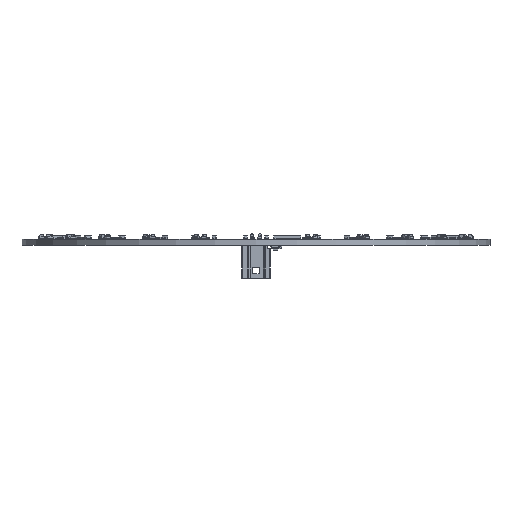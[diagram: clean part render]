
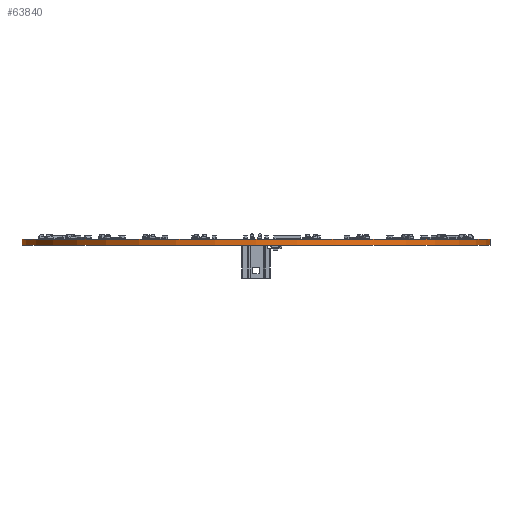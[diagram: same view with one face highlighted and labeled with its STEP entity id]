
A CAD part, front view. The second image highlights one B-rep face of the part: STEP entity #63840.
In plain terms, the highlighted cylindrical face has radius 60 mm (diameter 120 mm), a full revolution.
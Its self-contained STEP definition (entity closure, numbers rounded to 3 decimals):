
#63840 = ADVANCED_FACE('',(#63841),#63855,.T.);
#63841 = FACE_BOUND('',#63842,.F.);
#63842 = EDGE_LOOP('',(#63843,#63873,#63900,#63901));
#63843 = ORIENTED_EDGE('',*,*,#63844,.T.);
#63844 = EDGE_CURVE('',#63845,#63847,#63849,.T.);
#63845 = VERTEX_POINT('',#63846);
#63846 = CARTESIAN_POINT('',(265.128,-134.832,0.));
#63847 = VERTEX_POINT('',#63848);
#63848 = CARTESIAN_POINT('',(265.128,-134.832,1.6));
#63849 = SEAM_CURVE('',#63850,(#63854,#63866),.PCURVE_S1.);
#63850 = LINE('',#63851,#63852);
#63851 = CARTESIAN_POINT('',(265.128,-134.832,0.));
#63852 = VECTOR('',#63853,1.);
#63853 = DIRECTION('',(0.,0.,1.));
#63854 = PCURVE('',#63855,#63860);
#63855 = CYLINDRICAL_SURFACE('',#63856,60.);
#63856 = AXIS2_PLACEMENT_3D('',#63857,#63858,#63859);
#63857 = CARTESIAN_POINT('',(205.128,-134.832,0.));
#63858 = DIRECTION('',(-0.,-0.,-1.));
#63859 = DIRECTION('',(1.,0.,-0.));
#63860 = DEFINITIONAL_REPRESENTATION('',(#63861),#63865);
#63861 = LINE('',#63862,#63863);
#63862 = CARTESIAN_POINT('',(-0.,0.));
#63863 = VECTOR('',#63864,1.);
#63864 = DIRECTION('',(-0.,-1.));
#63865 = ( GEOMETRIC_REPRESENTATION_CONTEXT(2) 
PARAMETRIC_REPRESENTATION_CONTEXT() REPRESENTATION_CONTEXT('2D SPACE',''
  ) );
#63866 = PCURVE('',#63855,#63867);
#63867 = DEFINITIONAL_REPRESENTATION('',(#63868),#63872);
#63868 = LINE('',#63869,#63870);
#63869 = CARTESIAN_POINT('',(-6.283,0.));
#63870 = VECTOR('',#63871,1.);
#63871 = DIRECTION('',(-0.,-1.));
#63872 = ( GEOMETRIC_REPRESENTATION_CONTEXT(2) 
PARAMETRIC_REPRESENTATION_CONTEXT() REPRESENTATION_CONTEXT('2D SPACE',''
  ) );
#63873 = ORIENTED_EDGE('',*,*,#63874,.T.);
#63874 = EDGE_CURVE('',#63847,#63847,#63875,.T.);
#63875 = SURFACE_CURVE('',#63876,(#63881,#63888),.PCURVE_S1.);
#63876 = CIRCLE('',#63877,60.);
#63877 = AXIS2_PLACEMENT_3D('',#63878,#63879,#63880);
#63878 = CARTESIAN_POINT('',(205.128,-134.832,1.6));
#63879 = DIRECTION('',(0.,0.,1.));
#63880 = DIRECTION('',(1.,0.,-0.));
#63881 = PCURVE('',#63855,#63882);
#63882 = DEFINITIONAL_REPRESENTATION('',(#63883),#63887);
#63883 = LINE('',#63884,#63885);
#63884 = CARTESIAN_POINT('',(-0.,-1.6));
#63885 = VECTOR('',#63886,1.);
#63886 = DIRECTION('',(-1.,0.));
#63887 = ( GEOMETRIC_REPRESENTATION_CONTEXT(2) 
PARAMETRIC_REPRESENTATION_CONTEXT() REPRESENTATION_CONTEXT('2D SPACE',''
  ) );
#63888 = PCURVE('',#63889,#63894);
#63889 = PLANE('',#63890);
#63890 = AXIS2_PLACEMENT_3D('',#63891,#63892,#63893);
#63891 = CARTESIAN_POINT('',(205.128,-134.832,1.6));
#63892 = DIRECTION('',(0.,0.,1.));
#63893 = DIRECTION('',(1.,0.,-0.));
#63894 = DEFINITIONAL_REPRESENTATION('',(#63895),#63899);
#63895 = CIRCLE('',#63896,60.);
#63896 = AXIS2_PLACEMENT_2D('',#63897,#63898);
#63897 = CARTESIAN_POINT('',(0.,0.));
#63898 = DIRECTION('',(1.,0.));
#63899 = ( GEOMETRIC_REPRESENTATION_CONTEXT(2) 
PARAMETRIC_REPRESENTATION_CONTEXT() REPRESENTATION_CONTEXT('2D SPACE',''
  ) );
#63900 = ORIENTED_EDGE('',*,*,#63844,.F.);
#63901 = ORIENTED_EDGE('',*,*,#63902,.F.);
#63902 = EDGE_CURVE('',#63845,#63845,#63903,.T.);
#63903 = SURFACE_CURVE('',#63904,(#63909,#63916),.PCURVE_S1.);
#63904 = CIRCLE('',#63905,60.);
#63905 = AXIS2_PLACEMENT_3D('',#63906,#63907,#63908);
#63906 = CARTESIAN_POINT('',(205.128,-134.832,0.));
#63907 = DIRECTION('',(0.,0.,1.));
#63908 = DIRECTION('',(1.,0.,-0.));
#63909 = PCURVE('',#63855,#63910);
#63910 = DEFINITIONAL_REPRESENTATION('',(#63911),#63915);
#63911 = LINE('',#63912,#63913);
#63912 = CARTESIAN_POINT('',(-0.,0.));
#63913 = VECTOR('',#63914,1.);
#63914 = DIRECTION('',(-1.,0.));
#63915 = ( GEOMETRIC_REPRESENTATION_CONTEXT(2) 
PARAMETRIC_REPRESENTATION_CONTEXT() REPRESENTATION_CONTEXT('2D SPACE',''
  ) );
#63916 = PCURVE('',#63917,#63922);
#63917 = PLANE('',#63918);
#63918 = AXIS2_PLACEMENT_3D('',#63919,#63920,#63921);
#63919 = CARTESIAN_POINT('',(205.128,-134.832,0.));
#63920 = DIRECTION('',(0.,0.,1.));
#63921 = DIRECTION('',(1.,0.,-0.));
#63922 = DEFINITIONAL_REPRESENTATION('',(#63923),#63927);
#63923 = CIRCLE('',#63924,60.);
#63924 = AXIS2_PLACEMENT_2D('',#63925,#63926);
#63925 = CARTESIAN_POINT('',(0.,0.));
#63926 = DIRECTION('',(1.,0.));
#63927 = ( GEOMETRIC_REPRESENTATION_CONTEXT(2) 
PARAMETRIC_REPRESENTATION_CONTEXT() REPRESENTATION_CONTEXT('2D SPACE',''
  ) );
